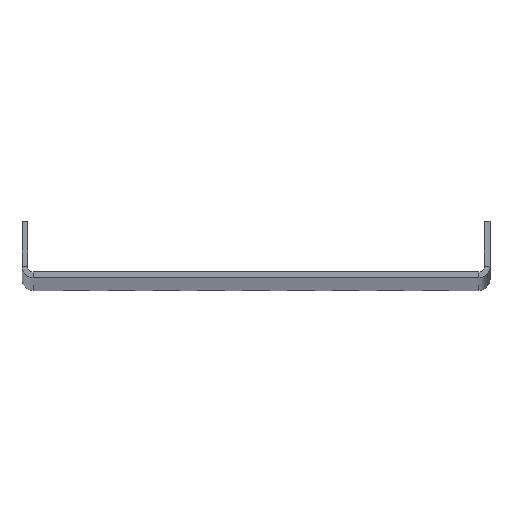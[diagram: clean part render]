
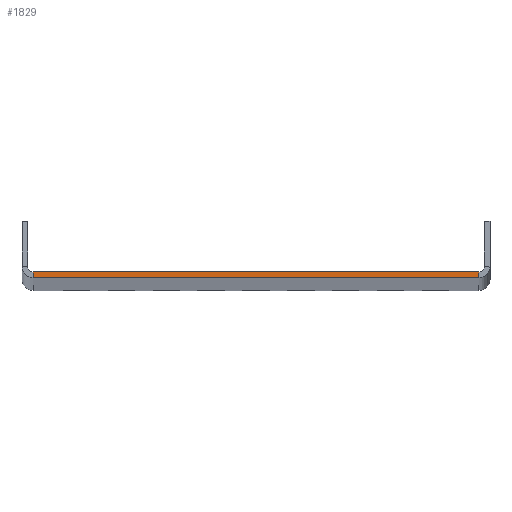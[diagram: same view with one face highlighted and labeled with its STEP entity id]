
A CAD part, top view. The second image highlights one B-rep face of the part: STEP entity #1829.
In plain terms, the highlighted planar face has unit normal (0, 0, 1).
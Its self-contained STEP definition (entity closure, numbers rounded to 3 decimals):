
#37=DIRECTION('',(0.,1.,0.));
#38=VECTOR('',#37,1.5);
#39=CARTESIAN_POINT('',(59.5,0.,2000.));
#40=LINE('',#39,#38);
#413=DIRECTION('',(0.,1.,0.));
#414=VECTOR('',#413,1.5);
#415=CARTESIAN_POINT('',(-59.5,0.,2000.));
#416=LINE('',#415,#414);
#417=DIRECTION('',(1.,0.,0.));
#418=VECTOR('',#417,119.);
#419=CARTESIAN_POINT('',(-59.5,1.5,2000.));
#420=LINE('',#419,#418);
#421=DIRECTION('',(1.,0.,0.));
#422=VECTOR('',#421,119.);
#423=CARTESIAN_POINT('',(-59.5,0.,2000.));
#424=LINE('',#423,#422);
#1154=CARTESIAN_POINT('',(59.5,0.,2000.));
#1156=VERTEX_POINT('',#1154);
#1157=CARTESIAN_POINT('',(-59.5,0.,2000.));
#1159=VERTEX_POINT('',#1157);
#1162=CARTESIAN_POINT('',(59.5,1.5,2000.));
#1164=VERTEX_POINT('',#1162);
#1165=CARTESIAN_POINT('',(-59.5,1.5,2000.));
#1167=VERTEX_POINT('',#1165);
#1816=CARTESIAN_POINT('',(0.,0.75,2000.));
#1817=DIRECTION('',(0.,0.,-1.));
#1818=DIRECTION('',(1.,0.,0.));
#1819=AXIS2_PLACEMENT_3D('',#1816,#1817,#1818);
#1820=PLANE('',#1819);
#1822=ORIENTED_EDGE('',*,*,#1821,.T.);
#1823=ORIENTED_EDGE('',*,*,#1623,.T.);
#1824=ORIENTED_EDGE('',*,*,#1568,.F.);
#1826=ORIENTED_EDGE('',*,*,#1825,.F.);
#1827=EDGE_LOOP('',(#1822,#1823,#1824,#1826));
#1828=FACE_OUTER_BOUND('',#1827,.F.);
#1829=ADVANCED_FACE('',(#1828),#1820,.F.);
#1568=EDGE_CURVE('',#1156,#1164,#40,.T.);
#1623=EDGE_CURVE('',#1167,#1164,#420,.T.);
#1821=EDGE_CURVE('',#1159,#1167,#416,.T.);
#1825=EDGE_CURVE('',#1159,#1156,#424,.T.);
